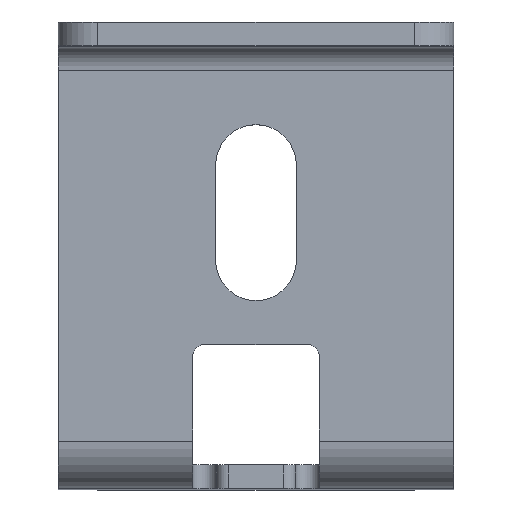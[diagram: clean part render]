
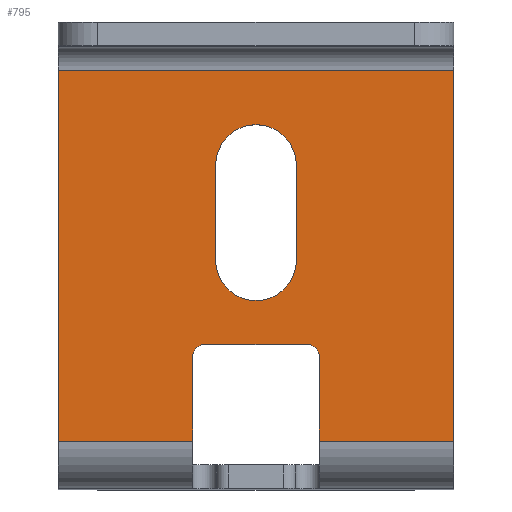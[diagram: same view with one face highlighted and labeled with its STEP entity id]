
A CAD part, top view. The second image highlights one B-rep face of the part: STEP entity #795.
In plain terms, the highlighted planar face has unit normal (0, 0, 1).
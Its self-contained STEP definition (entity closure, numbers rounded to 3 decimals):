
#17=FACE_BOUND('',#118,.T.);
#35=PLANE('',#895);
#75=FACE_OUTER_BOUND('',#117,.T.);
#117=EDGE_LOOP('',(#707,#708,#709,#710,#711,#712,#713,#714,#715,#716));
#118=EDGE_LOOP('',(#717,#718,#719,#720));
#125=LINE('',#1149,#201);
#142=LINE('',#1204,#218);
#147=LINE('',#1219,#223);
#152=LINE('',#1234,#228);
#155=LINE('',#1243,#231);
#174=LINE('',#1306,#250);
#176=LINE('',#1309,#252);
#179=LINE('',#1315,#255);
#190=LINE('',#1348,#266);
#197=LINE('',#1364,#273);
#201=VECTOR('',#911,10.);
#218=VECTOR('',#960,10.);
#223=VECTOR('',#975,10.);
#228=VECTOR('',#994,10.);
#231=VECTOR('',#1003,10.);
#250=VECTOR('',#1066,10.);
#252=VECTOR('',#1070,10.);
#255=VECTOR('',#1077,10.);
#266=VECTOR('',#1106,10.);
#273=VECTOR('',#1127,10.);
#275=CIRCLE('',#820,1.5);
#285=CIRCLE('',#836,1.5);
#304=CIRCLE('',#871,5.1);
#305=CIRCLE('',#873,5.1);
#315=VERTEX_POINT('',#1139);
#316=VERTEX_POINT('',#1140);
#319=VERTEX_POINT('',#1148);
#339=VERTEX_POINT('',#1197);
#341=VERTEX_POINT('',#1203);
#346=VERTEX_POINT('',#1217);
#349=VERTEX_POINT('',#1233);
#352=VERTEX_POINT('',#1241);
#367=VERTEX_POINT('',#1287);
#370=VERTEX_POINT('',#1292);
#371=VERTEX_POINT('',#1296);
#373=VERTEX_POINT('',#1299);
#375=VERTEX_POINT('',#1314);
#388=VERTEX_POINT('',#1346);
#391=EDGE_CURVE('',#315,#316,#275,.T.);
#395=EDGE_CURVE('',#319,#316,#125,.T.);
#419=EDGE_CURVE('',#319,#339,#285,.T.);
#422=EDGE_CURVE('',#341,#339,#142,.T.);
#431=EDGE_CURVE('',#315,#346,#147,.T.);
#438=EDGE_CURVE('',#349,#341,#152,.T.);
#443=EDGE_CURVE('',#346,#352,#155,.T.);
#468=EDGE_CURVE('',#367,#370,#304,.T.);
#470=EDGE_CURVE('',#373,#371,#305,.T.);
#474=EDGE_CURVE('',#371,#367,#174,.T.);
#476=EDGE_CURVE('',#370,#373,#176,.T.);
#479=EDGE_CURVE('',#375,#349,#179,.T.);
#496=EDGE_CURVE('',#352,#388,#190,.T.);
#505=EDGE_CURVE('',#388,#375,#197,.T.);
#707=ORIENTED_EDGE('',*,*,#431,.T.);
#708=ORIENTED_EDGE('',*,*,#443,.T.);
#709=ORIENTED_EDGE('',*,*,#496,.T.);
#710=ORIENTED_EDGE('',*,*,#505,.T.);
#711=ORIENTED_EDGE('',*,*,#479,.T.);
#712=ORIENTED_EDGE('',*,*,#438,.T.);
#713=ORIENTED_EDGE('',*,*,#422,.T.);
#714=ORIENTED_EDGE('',*,*,#419,.F.);
#715=ORIENTED_EDGE('',*,*,#395,.T.);
#716=ORIENTED_EDGE('',*,*,#391,.F.);
#717=ORIENTED_EDGE('',*,*,#470,.T.);
#718=ORIENTED_EDGE('',*,*,#474,.T.);
#719=ORIENTED_EDGE('',*,*,#468,.T.);
#720=ORIENTED_EDGE('',*,*,#476,.T.);
#795=ADVANCED_FACE('',(#75,#17),#35,.T.);
#820=AXIS2_PLACEMENT_3D('',#1141,#903,#904);
#836=AXIS2_PLACEMENT_3D('',#1198,#953,#954);
#871=AXIS2_PLACEMENT_3D('',#1294,#1053,#1054);
#873=AXIS2_PLACEMENT_3D('',#1300,#1058,#1059);
#895=AXIS2_PLACEMENT_3D('',#1365,#1128,#1129);
#903=DIRECTION('center_axis',(0.,0.,1.));
#904=DIRECTION('ref_axis',(0.707,0.707,0.));
#911=DIRECTION('',(1.,0.,0.));
#953=DIRECTION('center_axis',(0.,0.,1.));
#954=DIRECTION('ref_axis',(-0.707,0.707,0.));
#960=DIRECTION('',(0.,1.,0.));
#975=DIRECTION('',(0.,-1.,0.));
#994=DIRECTION('',(1.,0.,0.));
#1003=DIRECTION('',(1.,0.,0.));
#1053=DIRECTION('center_axis',(0.,0.,-1.));
#1054=DIRECTION('ref_axis',(-1.,0.,0.));
#1058=DIRECTION('center_axis',(0.,0.,-1.));
#1059=DIRECTION('ref_axis',(-1.,0.,0.));
#1066=DIRECTION('',(0.,1.,0.));
#1070=DIRECTION('',(0.,-1.,0.));
#1077=DIRECTION('',(0.,-1.,0.));
#1106=DIRECTION('',(0.,1.,0.));
#1127=DIRECTION('',(-1.,0.,0.));
#1128=DIRECTION('center_axis',(0.,0.,1.));
#1129=DIRECTION('ref_axis',(1.,0.,0.));
#1139=CARTESIAN_POINT('',(33.,16.7,0.));
#1140=CARTESIAN_POINT('',(31.5,18.2,0.));
#1141=CARTESIAN_POINT('Origin',(31.5,16.7,0.));
#1148=CARTESIAN_POINT('',(18.5,18.2,0.));
#1149=CARTESIAN_POINT('',(25.,18.2,0.));
#1197=CARTESIAN_POINT('',(17.,16.7,0.));
#1198=CARTESIAN_POINT('Origin',(18.5,16.7,0.));
#1203=CARTESIAN_POINT('',(17.,6.,0.));
#1204=CARTESIAN_POINT('',(17.,23.813,0.));
#1217=CARTESIAN_POINT('',(33.,6.,0.));
#1219=CARTESIAN_POINT('',(33.,14.713,0.));
#1233=CARTESIAN_POINT('',(0.,6.,0.));
#1234=CARTESIAN_POINT('',(37.5,6.,0.));
#1241=CARTESIAN_POINT('',(50.,6.,0.));
#1243=CARTESIAN_POINT('',(37.5,6.,0.));
#1287=CARTESIAN_POINT('',(19.9,40.85,0.));
#1292=CARTESIAN_POINT('',(30.1,40.85,0.));
#1294=CARTESIAN_POINT('Origin',(25.,40.85,0.));
#1296=CARTESIAN_POINT('',(19.9,28.85,0.));
#1299=CARTESIAN_POINT('',(30.1,28.85,0.));
#1300=CARTESIAN_POINT('Origin',(25.,28.85,0.));
#1306=CARTESIAN_POINT('',(19.9,35.138,0.));
#1309=CARTESIAN_POINT('',(30.1,29.138,0.));
#1314=CARTESIAN_POINT('',(0.,52.85,0.));
#1315=CARTESIAN_POINT('',(0.,58.85,0.));
#1346=CARTESIAN_POINT('',(50.,52.85,0.));
#1348=CARTESIAN_POINT('',(50.,0.,0.));
#1364=CARTESIAN_POINT('',(37.5,52.85,0.));
#1365=CARTESIAN_POINT('Origin',(25.,29.425,0.));
